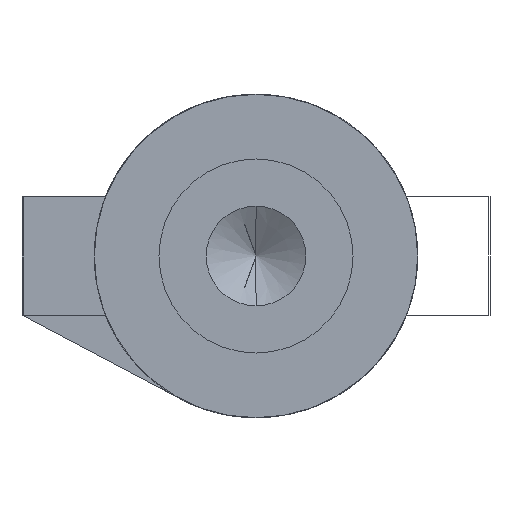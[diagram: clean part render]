
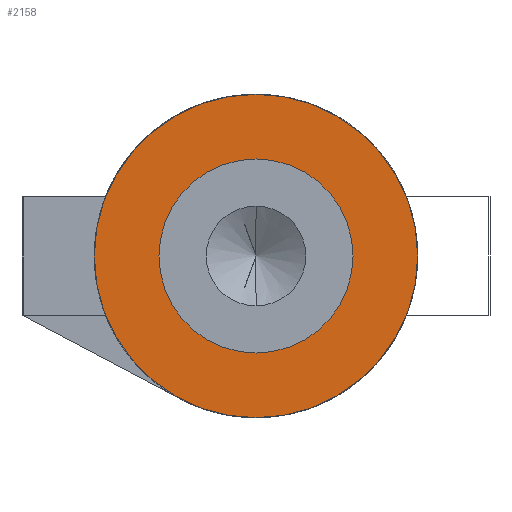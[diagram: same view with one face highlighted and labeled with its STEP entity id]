
A CAD part, front view. The second image highlights one B-rep face of the part: STEP entity #2158.
In plain terms, the highlighted planar face has unit normal (0, -1, 0).
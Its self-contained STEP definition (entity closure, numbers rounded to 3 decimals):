
#4 = AXIS2_PLACEMENT_3D ( 'NONE', #1679, #268, #2290 ) ;
#43 = CARTESIAN_POINT ( 'NONE',  ( 0., -75.5, 0. ) ) ;
#54 = VERTEX_POINT ( 'NONE', #3455 ) ;
#59 = DIRECTION ( 'NONE',  ( 0., 0., -1. ) ) ;
#155 = ORIENTED_EDGE ( 'NONE', *, *, #1542, .T. ) ;
#197 = CARTESIAN_POINT ( 'NONE',  ( 0., -75.5, -18. ) ) ;
#199 = VERTEX_POINT ( 'NONE', #197 ) ;
#216 = ORIENTED_EDGE ( 'NONE', *, *, #360, .F. ) ;
#268 = DIRECTION ( 'NONE',  ( 0., -1., 0. ) ) ;
#349 = CIRCLE ( 'NONE', #2210, 18. ) ;
#360 = EDGE_CURVE ( 'NONE', #199, #54, #2194, .T. ) ;
#386 = EDGE_CURVE ( 'NONE', #1719, #1466, #1836, .T. ) ;
#492 = CIRCLE ( 'NONE', #4, 30. ) ;
#560 = AXIS2_PLACEMENT_3D ( 'NONE', #806, #1966, #2787 ) ;
#806 = CARTESIAN_POINT ( 'NONE',  ( 0., -75.5, 0. ) ) ;
#822 = CARTESIAN_POINT ( 'NONE',  ( 0., -75.5, 0. ) ) ;
#829 = ORIENTED_EDGE ( 'NONE', *, *, #1842, .F. ) ;
#1136 = DIRECTION ( 'NONE',  ( 0., 0., -1. ) ) ;
#1466 = VERTEX_POINT ( 'NONE', #2767 ) ;
#1490 = DIRECTION ( 'NONE',  ( 0., 0., -1. ) ) ;
#1542 = EDGE_CURVE ( 'NONE', #1466, #1719, #492, .T. ) ;
#1574 = AXIS2_PLACEMENT_3D ( 'NONE', #43, #3485, #59 ) ;
#1679 = CARTESIAN_POINT ( 'NONE',  ( 0., -75.5, 0. ) ) ;
#1719 = VERTEX_POINT ( 'NONE', #3623 ) ;
#1767 = PLANE ( 'NONE',  #1574 ) ;
#1836 = CIRCLE ( 'NONE', #560, 30. ) ;
#1842 = EDGE_CURVE ( 'NONE', #54, #199, #349, .T. ) ;
#1966 = DIRECTION ( 'NONE',  ( 0., -1., 0. ) ) ;
#2029 = CARTESIAN_POINT ( 'NONE',  ( 0., -75.5, 0. ) ) ;
#2158 = ADVANCED_FACE ( 'NONE', ( #2258, #3132 ), #1767, .T. ) ;
#2173 = EDGE_LOOP ( 'NONE', ( #2736, #155 ) ) ;
#2194 = CIRCLE ( 'NONE', #2716, 18. ) ;
#2210 = AXIS2_PLACEMENT_3D ( 'NONE', #822, #2809, #1136 ) ;
#2258 = FACE_BOUND ( 'NONE', #3223, .T. ) ;
#2290 = DIRECTION ( 'NONE',  ( 0., 0., -1. ) ) ;
#2298 = DIRECTION ( 'NONE',  ( 0., -1., 0. ) ) ;
#2716 = AXIS2_PLACEMENT_3D ( 'NONE', #2029, #2298, #1490 ) ;
#2736 = ORIENTED_EDGE ( 'NONE', *, *, #386, .T. ) ;
#2767 = CARTESIAN_POINT ( 'NONE',  ( 0., -75.5, -30. ) ) ;
#2787 = DIRECTION ( 'NONE',  ( 0., 0., -1. ) ) ;
#2809 = DIRECTION ( 'NONE',  ( 0., -1., 0. ) ) ;
#3132 = FACE_OUTER_BOUND ( 'NONE', #2173, .T. ) ;
#3223 = EDGE_LOOP ( 'NONE', ( #216, #829 ) ) ;
#3455 = CARTESIAN_POINT ( 'NONE',  ( 0., -75.5, 18. ) ) ;
#3485 = DIRECTION ( 'NONE',  ( 0., -1., 0. ) ) ;
#3623 = CARTESIAN_POINT ( 'NONE',  ( 0., -75.5, 30. ) ) ;
